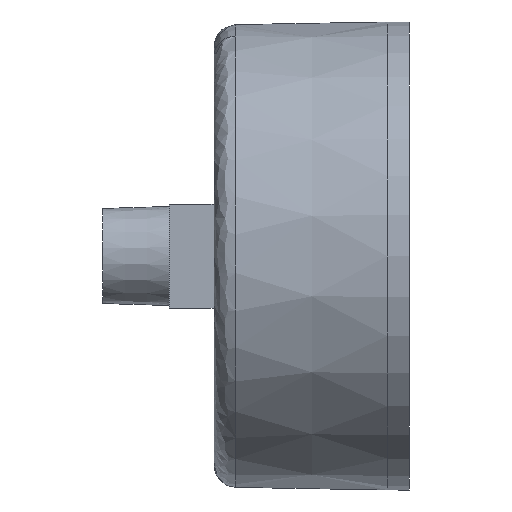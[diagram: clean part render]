
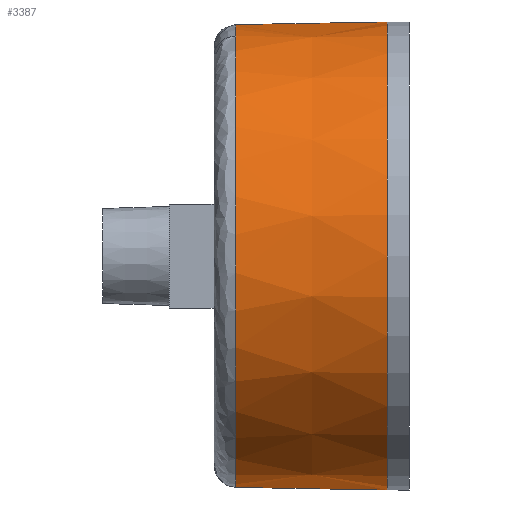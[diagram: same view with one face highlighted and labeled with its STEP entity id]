
A CAD part, front view. The second image highlights one B-rep face of the part: STEP entity #3387.
In plain terms, the highlighted conical face has half-angle 1 degrees and reference radius 31.5 mm.
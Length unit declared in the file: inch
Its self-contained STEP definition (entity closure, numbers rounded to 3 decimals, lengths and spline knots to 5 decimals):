
#72 = DIRECTION ( 'NONE',  ( 1., 0., 0. ) ) ;
#137 = CARTESIAN_POINT ( 'NONE',  ( 0.7066, -0.37891, 1.16616 ) ) ;
#235 = VERTEX_POINT ( 'NONE', #4378 ) ;
#279 = CARTESIAN_POINT ( 'NONE',  ( 1.50787, 0., 0. ) ) ;
#607 = AXIS2_PLACEMENT_3D ( 'NONE', #4242, #72, #832 ) ;
#643 = EDGE_CURVE ( 'NONE', #2039, #235, #4525, .T. ) ;
#681 = DIRECTION ( 'NONE',  ( 1., 0., -0.017 ) ) ;
#832 = DIRECTION ( 'NONE',  ( 0., -1., 0. ) ) ;
#1154 = EDGE_CURVE ( 'NONE', #2430, #235, #3620, .T. ) ;
#1359 = CARTESIAN_POINT ( 'NONE',  ( 1.50787, 0., 0. ) ) ;
#1728 = AXIS2_PLACEMENT_3D ( 'NONE', #2101, #2463, #4428 ) ;
#1938 = ORIENTED_EDGE ( 'NONE', *, *, #3388, .T. ) ;
#1950 = AXIS2_PLACEMENT_3D ( 'NONE', #1359, #2839, #3530 ) ;
#1982 = LINE ( 'NONE', #3462, #2364 ) ;
#2039 = VERTEX_POINT ( 'NONE', #3357 ) ;
#2043 = ORIENTED_EDGE ( 'NONE', *, *, #643, .F. ) ;
#2046 = AXIS2_PLACEMENT_3D ( 'NONE', #279, #3218, #3664 ) ;
#2101 = CARTESIAN_POINT ( 'NONE',  ( 0.7066, 0., 0. ) ) ;
#2128 = FACE_OUTER_BOUND ( 'NONE', #2971, .T. ) ;
#2241 = ORIENTED_EDGE ( 'NONE', *, *, #1154, .T. ) ;
#2364 = VECTOR ( 'NONE', #3098, 39.37008 ) ;
#2430 = VERTEX_POINT ( 'NONE', #4319 ) ;
#2463 = DIRECTION ( 'NONE',  ( 1., 0., 0. ) ) ;
#2475 = VERTEX_POINT ( 'NONE', #3678 ) ;
#2507 = CIRCLE ( 'NONE', #1728, 1.22617 ) ;
#2559 = ORIENTED_EDGE ( 'NONE', *, *, #4592, .F. ) ;
#2698 = EDGE_CURVE ( 'NONE', #2475, #3286, #2716, .T. ) ;
#2716 = CIRCLE ( 'NONE', #607, 1.22617 ) ;
#2839 = DIRECTION ( 'NONE',  ( 1., 0., 0. ) ) ;
#2971 = EDGE_LOOP ( 'NONE', ( #2559, #3007, #1938, #2241, #2043 ) ) ;
#3007 = ORIENTED_EDGE ( 'NONE', *, *, #2698, .T. ) ;
#3098 = DIRECTION ( 'NONE',  ( 1., 0., 0.017 ) ) ;
#3130 = CONICAL_SURFACE ( 'NONE', #2046, 1.24016, 0.017 ) ;
#3218 = DIRECTION ( 'NONE',  ( 1., 0., 0. ) ) ;
#3286 = VERTEX_POINT ( 'NONE', #137 ) ;
#3357 = CARTESIAN_POINT ( 'NONE',  ( 1.50787, 0., 1.24016 ) ) ;
#3387 = ADVANCED_FACE ( 'NONE', ( #2128 ), #3130, .T. ) ;
#3388 = EDGE_CURVE ( 'NONE', #3286, #2430, #2507, .T. ) ;
#3462 = CARTESIAN_POINT ( 'NONE',  ( 1.50787, 0., 1.24016 ) ) ;
#3530 = DIRECTION ( 'NONE',  ( 0., 0., -1. ) ) ;
#3620 = LINE ( 'NONE', #4040, #4221 ) ;
#3664 = DIRECTION ( 'NONE',  ( 0., 0., -1. ) ) ;
#3678 = CARTESIAN_POINT ( 'NONE',  ( 0.7066, 0., 1.22617 ) ) ;
#4040 = CARTESIAN_POINT ( 'NONE',  ( 1.50787, 0., -1.24016 ) ) ;
#4221 = VECTOR ( 'NONE', #681, 39.37008 ) ;
#4242 = CARTESIAN_POINT ( 'NONE',  ( 0.7066, 0., 0. ) ) ;
#4319 = CARTESIAN_POINT ( 'NONE',  ( 0.7066, 0., -1.22617 ) ) ;
#4378 = CARTESIAN_POINT ( 'NONE',  ( 1.50787, 0., -1.24016 ) ) ;
#4428 = DIRECTION ( 'NONE',  ( 0., -1., 0. ) ) ;
#4525 = CIRCLE ( 'NONE', #1950, 1.24016 ) ;
#4592 = EDGE_CURVE ( 'NONE', #2475, #2039, #1982, .T. ) ;
